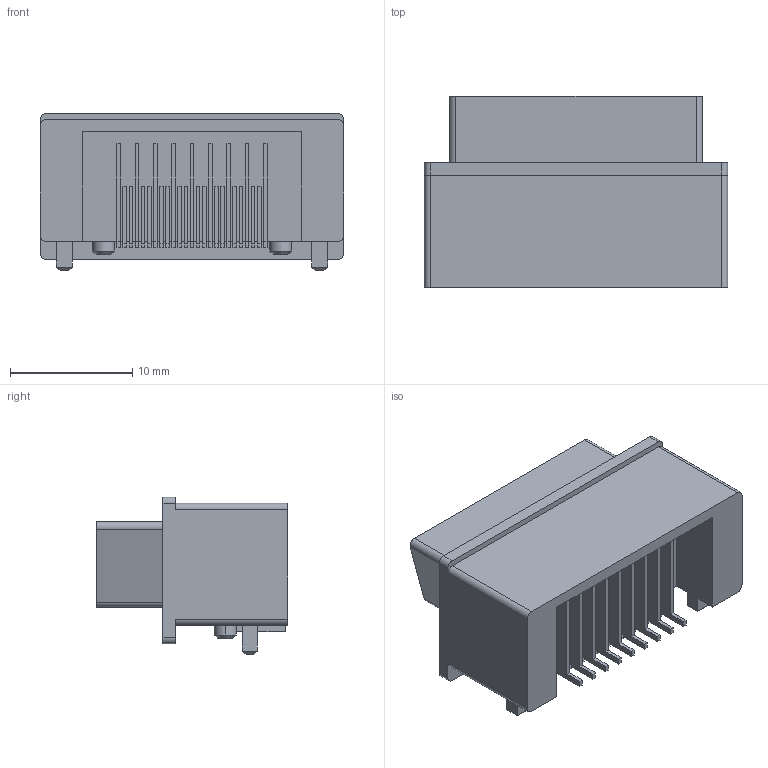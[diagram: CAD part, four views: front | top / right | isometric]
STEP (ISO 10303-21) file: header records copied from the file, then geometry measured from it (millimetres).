
FILE_DESCRIPTION((''),'2;1');
FILE_NAME('FUJISTU_FCN-268D008-G1D','2010-10-04T',('Simon'),(''),'PRO/ENGINEER BY PARAMETRIC TECHNOLOGY CORPORATION, 2008400','PRO/ENGINEER BY PARAMETRIC TECHNOLOGY CORPORATION, 2008400','');
FILE_SCHEMA(('AUTOMOTIVE_DESIGN_CC2 { 1 2 10303 214 -1 1 5 2 }'));
Length unit declared in the file: millimetre
Products named in the file (1): FUJISTU_FCN-268D008-G1D
Bounding box: 24.85 x 15.65 x 12.9 mm (x, y, z)
Volume: 2606 mm3; surface area: 2902.8 mm2
Topology: 1 solids, 1 shells, 282 faces, 810 edges, 538 vertices
Faces by surface type: plane 254, cylinder 24, cone 4
Entity records: 12159 total; most frequent: CARTESIAN_POINT 1663, ORIENTED_EDGE 1616, DIRECTION 1502, PRESENTATION_STYLE_ASSIGNMENT 876, STYLED_ITEM 848, CURVE_STYLE 847, EDGE_CURVE 808, VECTOR 756
